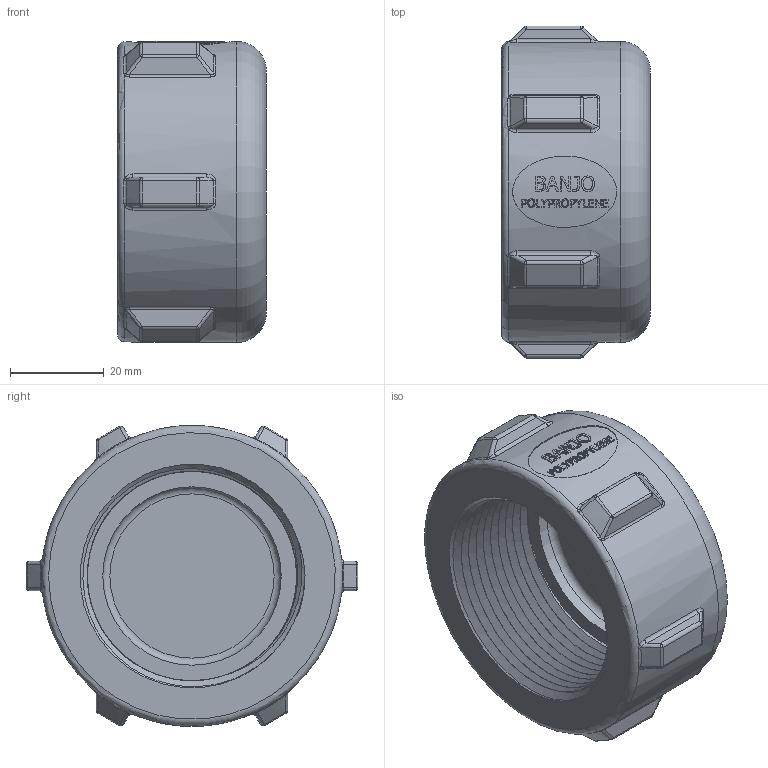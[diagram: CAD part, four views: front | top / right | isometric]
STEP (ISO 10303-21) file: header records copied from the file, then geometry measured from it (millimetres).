
FILE_DESCRIPTION(/* description */ ('1 1/2" CAP'),/* implementation_level */ '2;1');
FILE_NAME(/* name */ 'CAP150.stp',/* time_stamp */ '2014-01-13T07:31:07-05:00',/* author */ ('areid'),/* organization */ (''),/* preprocessor_version */ 'ST-DEVELOPER v15.2',/* originating_system */ 'Autodesk Inventor 2014',/* authorisation */ '');
FILE_SCHEMA (('AUTOMOTIVE_DESIGN { 1 0 10303 214 3 1 1 }'));
Length unit declared in the file: inch
Products named in the file (1): CAP150
Bounding box: 31.75 x 70.87 x 64.26 mm (x, y, z)
Volume: 61299.2 mm3; surface area: 18940.7 mm2
Topology: 1 solids, 1 shells, 435 faces, 1080 edges, 670 vertices
Faces by surface type: bspline 167, plane 160, cylinder 56, sphere 24, torus 15, cone 13
Full cylindrical faces by diameter (mm): 38.1 x1, 64.262 x1
Entity records: 17487 total; most frequent: CARTESIAN_POINT 8153, ORIENTED_EDGE 2130, DIRECTION 1574, EDGE_CURVE 1065, VERTEX_POINT 668, AXIS2_PLACEMENT_3D 580, EDGE_LOOP 471, ADVANCED_FACE 435
